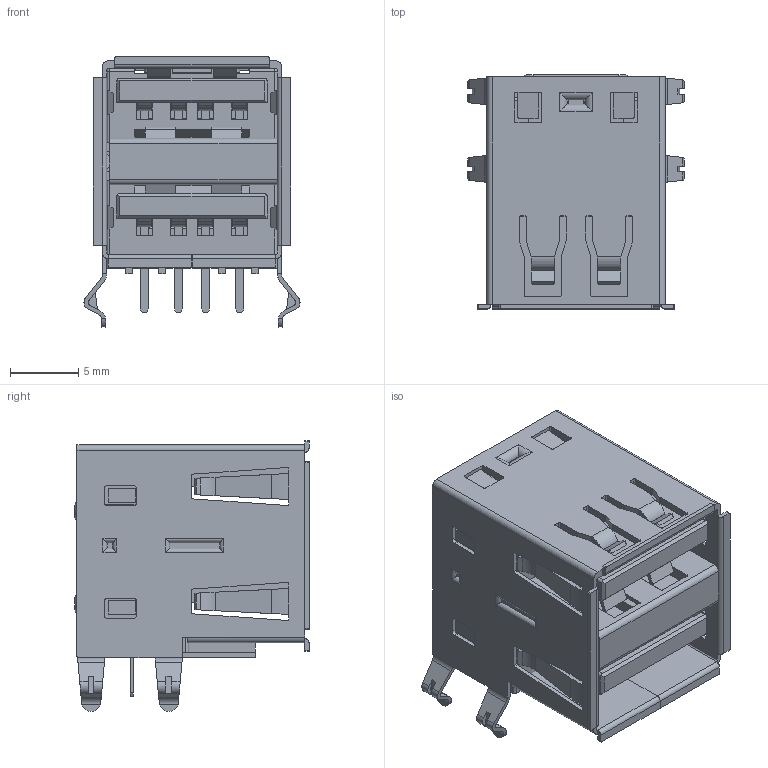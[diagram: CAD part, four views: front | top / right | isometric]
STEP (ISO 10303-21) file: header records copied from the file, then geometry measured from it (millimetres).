
FILE_DESCRIPTION(/* description */ (''),/* implementation_level */ '2;1');
FILE_NAME(/* name */ 'Würth Elektronik 61400826021.stp',/* time_stamp */ '2019-05-29T13:39:46-04:00',/* author */ ('Ricardo'),/* organization */ (''),/* preprocessor_version */ 'ST-DEVELOPER v16.5',/* originating_system */ 'Autodesk Inventor 2017',/* authorisation */ '');
FILE_SCHEMA (('AUTOMOTIVE_DESIGN { 1 0 10303 214 3 1 1 }'));
Length unit declared in the file: millimetre
Products named in the file (2): Würth Elektronik 61400826021; base
Assembly tree (1 placements, depth 2):
  Würth Elektronik 61400826021
    base
Bounding box: 15.83 x 17.15 x 19.84 mm (x, y, z)
Volume: 1641 mm3; surface area: 5676.4 mm2
Topology: 12 solids, 12 shells, 1334 faces, 3830 edges, 2508 vertices
Faces by surface type: plane 924, cylinder 394, torus 12, bspline 2, sphere 2
Entity records: 43961 total; most frequent: CARTESIAN_POINT 7814, ORIENTED_EDGE 7656, DIRECTION 7280, EDGE_CURVE 3828, LINE 3006, VECTOR 3006, VERTEX_POINT 2508, AXIS2_PLACEMENT_3D 2137
